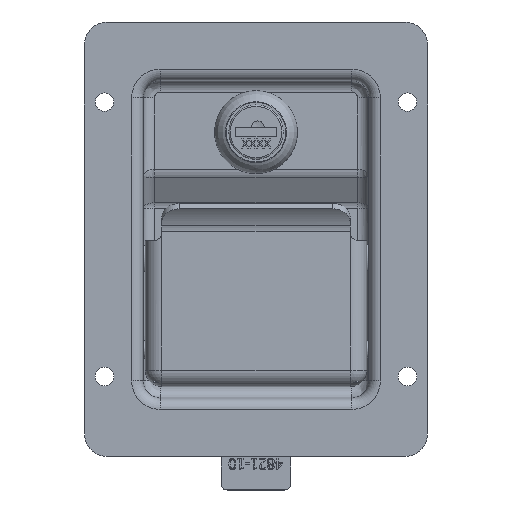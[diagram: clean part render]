
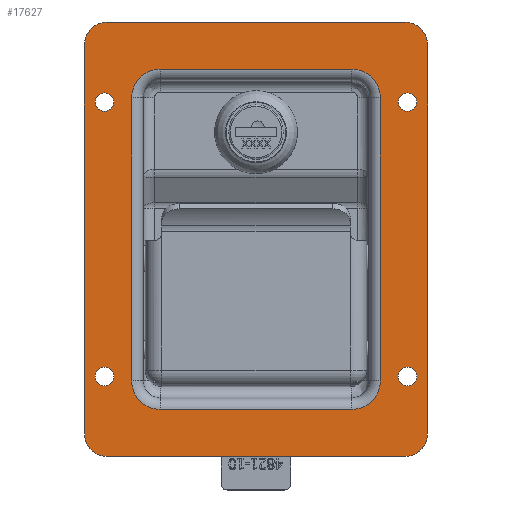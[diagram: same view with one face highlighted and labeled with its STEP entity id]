
A CAD part, top view. The second image highlights one B-rep face of the part: STEP entity #17627.
In plain terms, the highlighted planar face has unit normal (0, 0, 1).
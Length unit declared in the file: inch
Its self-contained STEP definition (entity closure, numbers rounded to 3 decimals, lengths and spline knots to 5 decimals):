
#1013=FACE_BOUND('',#5855,.T.);
#1014=FACE_BOUND('',#5856,.T.);
#1015=FACE_BOUND('',#5857,.T.);
#1016=FACE_BOUND('',#5858,.T.);
#1017=FACE_BOUND('',#5859,.T.);
#1717=LINE('',#28175,#3184);
#1718=LINE('',#28183,#3185);
#1719=LINE('',#28191,#3186);
#1720=LINE('',#28202,#3187);
#1722=LINE('',#28212,#3189);
#1723=LINE('',#28216,#3190);
#1724=LINE('',#28220,#3191);
#1725=LINE('',#28223,#3192);
#3184=VECTOR('',#21175,0.3937);
#3185=VECTOR('',#21186,0.3937);
#3186=VECTOR('',#21197,0.3937);
#3187=VECTOR('',#21210,0.3937);
#3189=VECTOR('',#21222,0.3937);
#3190=VECTOR('',#21225,0.3937);
#3191=VECTOR('',#21228,0.3937);
#3192=VECTOR('',#21231,0.3937);
#4194=PLANE('',#18705);
#4860=FACE_OUTER_BOUND('',#5854,.T.);
#5854=EDGE_LOOP('',(#13252,#13253,#13254,#13255,#13256,#13257,#13258,#13259));
#5855=EDGE_LOOP('',(#13260,#13261));
#5856=EDGE_LOOP('',(#13262,#13263));
#5857=EDGE_LOOP('',(#13264,#13265));
#5858=EDGE_LOOP('',(#13266,#13267));
#5859=EDGE_LOOP('',(#13268,#13269,#13270,#13271,#13272,#13273,#13274,#13275));
#6556=CIRCLE('',#18519,0.1);
#6557=CIRCLE('',#18520,0.1);
#6560=CIRCLE('',#18524,0.1);
#6561=CIRCLE('',#18525,0.1);
#6564=CIRCLE('',#18529,0.1);
#6565=CIRCLE('',#18530,0.1);
#6568=CIRCLE('',#18534,0.1);
#6569=CIRCLE('',#18535,0.1);
#6649=CIRCLE('',#18688,0.313);
#6652=CIRCLE('',#18693,0.313);
#6655=CIRCLE('',#18698,0.313);
#6659=CIRCLE('',#18704,0.313);
#6660=CIRCLE('',#18706,0.25);
#6661=CIRCLE('',#18707,0.25);
#6662=CIRCLE('',#18708,0.25);
#6663=CIRCLE('',#18709,0.25);
#7550=VERTEX_POINT('',#26821);
#7551=VERTEX_POINT('',#26822);
#7554=VERTEX_POINT('',#26831);
#7555=VERTEX_POINT('',#26832);
#7558=VERTEX_POINT('',#26841);
#7559=VERTEX_POINT('',#26842);
#7562=VERTEX_POINT('',#26851);
#7563=VERTEX_POINT('',#26852);
#7714=VERTEX_POINT('',#28171);
#7715=VERTEX_POINT('',#28173);
#7716=VERTEX_POINT('',#28177);
#7717=VERTEX_POINT('',#28181);
#7718=VERTEX_POINT('',#28185);
#7719=VERTEX_POINT('',#28189);
#7721=VERTEX_POINT('',#28194);
#7723=VERTEX_POINT('',#28200);
#7724=VERTEX_POINT('',#28208);
#7725=VERTEX_POINT('',#28209);
#7726=VERTEX_POINT('',#28211);
#7727=VERTEX_POINT('',#28213);
#7728=VERTEX_POINT('',#28215);
#7729=VERTEX_POINT('',#28217);
#7730=VERTEX_POINT('',#28219);
#7731=VERTEX_POINT('',#28221);
#9463=EDGE_CURVE('',#7550,#7551,#6556,.T.);
#9464=EDGE_CURVE('',#7551,#7550,#6557,.T.);
#9468=EDGE_CURVE('',#7554,#7555,#6560,.T.);
#9469=EDGE_CURVE('',#7555,#7554,#6561,.T.);
#9473=EDGE_CURVE('',#7558,#7559,#6564,.T.);
#9474=EDGE_CURVE('',#7559,#7558,#6565,.T.);
#9478=EDGE_CURVE('',#7562,#7563,#6568,.T.);
#9479=EDGE_CURVE('',#7563,#7562,#6569,.T.);
#9710=EDGE_CURVE('',#7715,#7714,#1717,.T.);
#9712=EDGE_CURVE('',#7716,#7715,#6649,.T.);
#9714=EDGE_CURVE('',#7717,#7716,#1718,.T.);
#9716=EDGE_CURVE('',#7718,#7717,#6652,.T.);
#9718=EDGE_CURVE('',#7719,#7718,#1719,.T.);
#9720=EDGE_CURVE('',#7721,#7719,#6655,.T.);
#9723=EDGE_CURVE('',#7723,#7721,#1720,.T.);
#9726=EDGE_CURVE('',#7714,#7723,#6659,.T.);
#9727=EDGE_CURVE('',#7724,#7725,#6660,.T.);
#9728=EDGE_CURVE('',#7726,#7724,#1722,.T.);
#9729=EDGE_CURVE('',#7727,#7726,#6661,.T.);
#9730=EDGE_CURVE('',#7728,#7727,#1723,.T.);
#9731=EDGE_CURVE('',#7729,#7728,#6662,.T.);
#9732=EDGE_CURVE('',#7730,#7729,#1724,.T.);
#9733=EDGE_CURVE('',#7731,#7730,#6663,.T.);
#9734=EDGE_CURVE('',#7725,#7731,#1725,.T.);
#13252=ORIENTED_EDGE('',*,*,#9727,.F.);
#13253=ORIENTED_EDGE('',*,*,#9728,.F.);
#13254=ORIENTED_EDGE('',*,*,#9729,.F.);
#13255=ORIENTED_EDGE('',*,*,#9730,.F.);
#13256=ORIENTED_EDGE('',*,*,#9731,.F.);
#13257=ORIENTED_EDGE('',*,*,#9732,.F.);
#13258=ORIENTED_EDGE('',*,*,#9733,.F.);
#13259=ORIENTED_EDGE('',*,*,#9734,.F.);
#13260=ORIENTED_EDGE('',*,*,#9463,.T.);
#13261=ORIENTED_EDGE('',*,*,#9464,.T.);
#13262=ORIENTED_EDGE('',*,*,#9468,.T.);
#13263=ORIENTED_EDGE('',*,*,#9469,.T.);
#13264=ORIENTED_EDGE('',*,*,#9473,.T.);
#13265=ORIENTED_EDGE('',*,*,#9474,.T.);
#13266=ORIENTED_EDGE('',*,*,#9478,.T.);
#13267=ORIENTED_EDGE('',*,*,#9479,.T.);
#13268=ORIENTED_EDGE('',*,*,#9710,.F.);
#13269=ORIENTED_EDGE('',*,*,#9712,.F.);
#13270=ORIENTED_EDGE('',*,*,#9714,.F.);
#13271=ORIENTED_EDGE('',*,*,#9716,.F.);
#13272=ORIENTED_EDGE('',*,*,#9718,.F.);
#13273=ORIENTED_EDGE('',*,*,#9720,.F.);
#13274=ORIENTED_EDGE('',*,*,#9723,.F.);
#13275=ORIENTED_EDGE('',*,*,#9726,.F.);
#17627=ADVANCED_FACE('',(#4860,#1013,#1014,#1015,#1016,#1017),#4194,.T.);
#18519=AXIS2_PLACEMENT_3D('',#26823,#20732,#20733);
#18520=AXIS2_PLACEMENT_3D('',#26824,#20734,#20735);
#18524=AXIS2_PLACEMENT_3D('',#26833,#20743,#20744);
#18525=AXIS2_PLACEMENT_3D('',#26834,#20745,#20746);
#18529=AXIS2_PLACEMENT_3D('',#26843,#20754,#20755);
#18530=AXIS2_PLACEMENT_3D('',#26844,#20756,#20757);
#18534=AXIS2_PLACEMENT_3D('',#26853,#20765,#20766);
#18535=AXIS2_PLACEMENT_3D('',#26854,#20767,#20768);
#18688=AXIS2_PLACEMENT_3D('',#28179,#21180,#21181);
#18693=AXIS2_PLACEMENT_3D('',#28187,#21191,#21192);
#18698=AXIS2_PLACEMENT_3D('',#28196,#21202,#21203);
#18704=AXIS2_PLACEMENT_3D('',#28206,#21216,#21217);
#18705=AXIS2_PLACEMENT_3D('',#28207,#21218,#21219);
#18706=AXIS2_PLACEMENT_3D('',#28210,#21220,#21221);
#18707=AXIS2_PLACEMENT_3D('',#28214,#21223,#21224);
#18708=AXIS2_PLACEMENT_3D('',#28218,#21226,#21227);
#18709=AXIS2_PLACEMENT_3D('',#28222,#21229,#21230);
#20732=DIRECTION('center_axis',(0.,0.,-1.));
#20733=DIRECTION('ref_axis',(1.,0.,0.));
#20734=DIRECTION('center_axis',(0.,0.,-1.));
#20735=DIRECTION('ref_axis',(1.,0.,0.));
#20743=DIRECTION('center_axis',(0.,0.,-1.));
#20744=DIRECTION('ref_axis',(1.,0.,0.));
#20745=DIRECTION('center_axis',(0.,0.,-1.));
#20746=DIRECTION('ref_axis',(1.,0.,0.));
#20754=DIRECTION('center_axis',(0.,0.,-1.));
#20755=DIRECTION('ref_axis',(1.,0.,0.));
#20756=DIRECTION('center_axis',(0.,0.,-1.));
#20757=DIRECTION('ref_axis',(1.,0.,0.));
#20765=DIRECTION('center_axis',(0.,0.,-1.));
#20766=DIRECTION('ref_axis',(1.,0.,0.));
#20767=DIRECTION('center_axis',(0.,0.,-1.));
#20768=DIRECTION('ref_axis',(1.,0.,0.));
#21175=DIRECTION('',(0.,1.,0.));
#21180=DIRECTION('center_axis',(0.,0.,1.));
#21181=DIRECTION('ref_axis',(0.707,-0.707,0.));
#21186=DIRECTION('',(1.,0.,0.));
#21191=DIRECTION('center_axis',(0.,0.,1.));
#21192=DIRECTION('ref_axis',(-0.707,-0.707,0.));
#21197=DIRECTION('',(0.,-1.,0.));
#21202=DIRECTION('center_axis',(0.,0.,1.));
#21203=DIRECTION('ref_axis',(-0.707,0.707,0.));
#21210=DIRECTION('',(-1.,0.,0.));
#21216=DIRECTION('center_axis',(0.,0.,1.));
#21217=DIRECTION('ref_axis',(0.707,0.707,0.));
#21218=DIRECTION('center_axis',(0.,0.,1.));
#21219=DIRECTION('ref_axis',(1.,0.,0.));
#21220=DIRECTION('center_axis',(0.,0.,-1.));
#21221=DIRECTION('ref_axis',(1.,0.,0.));
#21222=DIRECTION('',(1.,0.,0.));
#21223=DIRECTION('center_axis',(0.,0.,-1.));
#21224=DIRECTION('ref_axis',(0.,1.,0.));
#21225=DIRECTION('',(0.,1.,0.));
#21226=DIRECTION('center_axis',(0.,0.,-1.));
#21227=DIRECTION('ref_axis',(-1.,0.,0.));
#21228=DIRECTION('',(-1.,0.,0.));
#21229=DIRECTION('center_axis',(0.,0.,-1.));
#21230=DIRECTION('ref_axis',(0.,-1.,0.));
#21231=DIRECTION('',(0.,-1.,0.));
#26821=CARTESIAN_POINT('',(-1.55625,-1.5,0.0478));
#26822=CARTESIAN_POINT('',(-1.75625,-1.5,0.0478));
#26823=CARTESIAN_POINT('Origin',(-1.65625,-1.5,0.0478));
#26824=CARTESIAN_POINT('Origin',(-1.65625,-1.5,0.0478));
#26831=CARTESIAN_POINT('',(1.75625,-1.5,0.0478));
#26832=CARTESIAN_POINT('',(1.55625,-1.5,0.0478));
#26833=CARTESIAN_POINT('Origin',(1.65625,-1.5,0.0478));
#26834=CARTESIAN_POINT('Origin',(1.65625,-1.5,0.0478));
#26841=CARTESIAN_POINT('',(1.75625,1.5,0.0478));
#26842=CARTESIAN_POINT('',(1.55625,1.5,0.0478));
#26843=CARTESIAN_POINT('Origin',(1.65625,1.5,0.0478));
#26844=CARTESIAN_POINT('Origin',(1.65625,1.5,0.0478));
#26851=CARTESIAN_POINT('',(-1.55625,1.5,0.0478));
#26852=CARTESIAN_POINT('',(-1.75625,1.5,0.0478));
#26853=CARTESIAN_POINT('Origin',(-1.65625,1.5,0.0478));
#26854=CARTESIAN_POINT('Origin',(-1.65625,1.5,0.0478));
#28171=CARTESIAN_POINT('',(1.3593,1.5465,0.0478));
#28173=CARTESIAN_POINT('',(1.3593,-1.5465,0.0478));
#28175=CARTESIAN_POINT('',(1.3593,-0.89225,0.0478));
#28177=CARTESIAN_POINT('',(1.0463,-1.8595,0.0478));
#28179=CARTESIAN_POINT('Origin',(1.0463,-1.5465,0.0478));
#28181=CARTESIAN_POINT('',(-1.0463,-1.8595,0.0478));
#28183=CARTESIAN_POINT('',(-0.64215,-1.8595,0.0478));
#28185=CARTESIAN_POINT('',(-1.3593,-1.5465,0.0478));
#28187=CARTESIAN_POINT('Origin',(-1.0463,-1.5465,0.0478));
#28189=CARTESIAN_POINT('',(-1.3593,1.5465,0.0478));
#28191=CARTESIAN_POINT('',(-1.3593,0.89225,0.0478));
#28194=CARTESIAN_POINT('',(-1.0463,1.8595,0.0478));
#28196=CARTESIAN_POINT('Origin',(-1.0463,1.5465,0.0478));
#28200=CARTESIAN_POINT('',(1.0463,1.8595,0.0478));
#28202=CARTESIAN_POINT('',(0.64215,1.8595,0.0478));
#28206=CARTESIAN_POINT('Origin',(1.0463,1.5465,0.0478));
#28207=CARTESIAN_POINT('Origin',(0.,0.,
0.0478));
#28208=CARTESIAN_POINT('',(1.625,2.375,0.0478));
#28209=CARTESIAN_POINT('',(1.875,2.125,0.0478));
#28210=CARTESIAN_POINT('Origin',(1.625,2.125,0.0478));
#28211=CARTESIAN_POINT('',(-1.625,2.375,0.0478));
#28212=CARTESIAN_POINT('',(1.625,2.375,0.0478));
#28213=CARTESIAN_POINT('',(-1.875,2.125,0.0478));
#28214=CARTESIAN_POINT('Origin',(-1.625,2.125,0.0478));
#28215=CARTESIAN_POINT('',(-1.875,-2.125,0.0478));
#28216=CARTESIAN_POINT('',(-1.875,2.125,0.0478));
#28217=CARTESIAN_POINT('',(-1.625,-2.375,0.0478));
#28218=CARTESIAN_POINT('Origin',(-1.625,-2.125,0.0478));
#28219=CARTESIAN_POINT('',(1.625,-2.375,0.0478));
#28220=CARTESIAN_POINT('',(-1.625,-2.375,0.0478));
#28221=CARTESIAN_POINT('',(1.875,-2.125,0.0478));
#28222=CARTESIAN_POINT('Origin',(1.625,-2.125,0.0478));
#28223=CARTESIAN_POINT('',(1.875,-2.125,0.0478));
